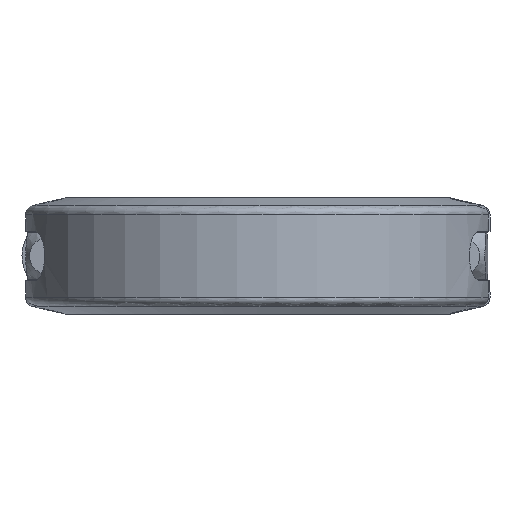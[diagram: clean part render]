
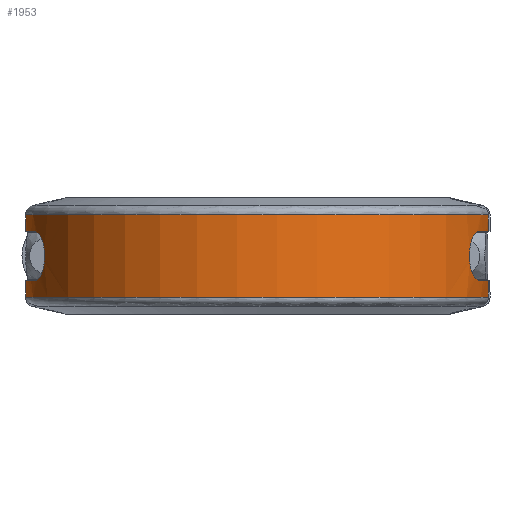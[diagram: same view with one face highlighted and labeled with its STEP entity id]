
A CAD part, front view. The second image highlights one B-rep face of the part: STEP entity #1953.
In plain terms, the highlighted cylindrical face has radius 31.8 mm (diameter 63.6 mm), a partial arc.
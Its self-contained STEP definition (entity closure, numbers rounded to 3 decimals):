
#150=CYLINDRICAL_SURFACE('',#2085,31.8);
#260=LINE('',#2870,#348);
#263=LINE('',#2880,#351);
#264=LINE('',#2905,#352);
#265=LINE('',#2909,#353);
#348=VECTOR('',#2314,2.273);
#351=VECTOR('',#2319,2.273);
#352=VECTOR('',#2324,2.273);
#353=VECTOR('',#2327,2.273);
#500=FACE_OUTER_BOUND('',#622,.T.);
#622=EDGE_LOOP('',(#1388,#1389,#1390,#1391,#1392,#1393,#1394,#1395,#1396,
#1397,#1398,#1399));
#786=CIRCLE('',#2082,31.8);
#788=CIRCLE('',#2086,31.8);
#789=CIRCLE('',#2087,31.8);
#790=CIRCLE('',#2088,31.8);
#791=CIRCLE('',#2089,31.8);
#792=CIRCLE('',#2090,31.8);
#876=B_SPLINE_CURVE_WITH_KNOTS('',3,(#2884,#2885,#2886,#2887,#2888,#2889,
#2890,#2891,#2892,#2893,#2894,#2895,#2896,#2897,#2898,#2899,#2900,#2901),
 .UNSPECIFIED.,.F.,.F.,(4,2,2,2,2,2,2,2,4),(0.,0.16,0.299,
0.426,0.55,0.68,0.809,0.943,
1.088),.UNSPECIFIED.);
#877=B_SPLINE_CURVE_WITH_KNOTS('',3,(#2913,#2914,#2915,#2916,#2917,#2918,
#2919,#2920,#2921,#2922,#2923,#2924,#2925,#2926,#2927,#2928,#2929,#2930),
 .UNSPECIFIED.,.F.,.F.,(4,2,2,2,2,2,2,2,4),(0.,0.16,0.299,
0.426,0.55,0.68,0.809,
0.943,1.088),.UNSPECIFIED.);
#898=VERTEX_POINT('',#2843);
#899=VERTEX_POINT('',#2854);
#901=VERTEX_POINT('',#2869);
#904=VERTEX_POINT('',#2879);
#905=VERTEX_POINT('',#2881);
#906=VERTEX_POINT('',#2883);
#907=VERTEX_POINT('',#2902);
#908=VERTEX_POINT('',#2904);
#909=VERTEX_POINT('',#2906);
#910=VERTEX_POINT('',#2908);
#911=VERTEX_POINT('',#2910);
#912=VERTEX_POINT('',#2912);
#1096=EDGE_CURVE('',#898,#899,#786,.T.);
#1099=EDGE_CURVE('',#899,#901,#260,.T.);
#1103=EDGE_CURVE('',#904,#898,#263,.T.);
#1104=EDGE_CURVE('',#904,#905,#788,.T.);
#1105=EDGE_CURVE('',#905,#906,#876,.T.);
#1106=EDGE_CURVE('',#906,#907,#789,.T.);
#1107=EDGE_CURVE('',#908,#907,#264,.T.);
#1108=EDGE_CURVE('',#909,#908,#790,.T.);
#1109=EDGE_CURVE('',#910,#909,#265,.T.);
#1110=EDGE_CURVE('',#910,#911,#791,.T.);
#1111=EDGE_CURVE('',#911,#912,#877,.T.);
#1112=EDGE_CURVE('',#912,#901,#792,.T.);
#1388=ORIENTED_EDGE('',*,*,#1096,.F.);
#1389=ORIENTED_EDGE('',*,*,#1103,.F.);
#1390=ORIENTED_EDGE('',*,*,#1104,.T.);
#1391=ORIENTED_EDGE('',*,*,#1105,.T.);
#1392=ORIENTED_EDGE('',*,*,#1106,.T.);
#1393=ORIENTED_EDGE('',*,*,#1107,.F.);
#1394=ORIENTED_EDGE('',*,*,#1108,.F.);
#1395=ORIENTED_EDGE('',*,*,#1109,.F.);
#1396=ORIENTED_EDGE('',*,*,#1110,.T.);
#1397=ORIENTED_EDGE('',*,*,#1111,.T.);
#1398=ORIENTED_EDGE('',*,*,#1112,.T.);
#1399=ORIENTED_EDGE('',*,*,#1099,.F.);
#1953=ADVANCED_FACE('',(#500),#150,.T.);
#2082=AXIS2_PLACEMENT_3D('',#2855,#2308,#2309);
#2085=AXIS2_PLACEMENT_3D('',#2878,#2317,#2318);
#2086=AXIS2_PLACEMENT_3D('',#2882,#2320,#2321);
#2087=AXIS2_PLACEMENT_3D('',#2903,#2322,#2323);
#2088=AXIS2_PLACEMENT_3D('',#2907,#2325,#2326);
#2089=AXIS2_PLACEMENT_3D('',#2911,#2328,#2329);
#2090=AXIS2_PLACEMENT_3D('',#2931,#2330,#2331);
#2308=DIRECTION('center_axis',(0.,0.,1.));
#2309=DIRECTION('ref_axis',(0.,1.,0.));
#2314=DIRECTION('',(0.,0.,-1.));
#2317=DIRECTION('center_axis',(0.,0.,1.));
#2318=DIRECTION('ref_axis',(1.,0.028,0.));
#2319=DIRECTION('',(0.,0.,1.));
#2320=DIRECTION('center_axis',(0.,0.,
1.));
#2321=DIRECTION('ref_axis',(1.,0.028,0.));
#2322=DIRECTION('center_axis',(0.,0.,-1.));
#2323=DIRECTION('ref_axis',(1.,0.028,0.));
#2324=DIRECTION('',(0.,0.,1.));
#2325=DIRECTION('center_axis',(0.,0.,-1.));
#2326=DIRECTION('ref_axis',(0.,1.,0.));
#2327=DIRECTION('',(0.,0.,-1.));
#2328=DIRECTION('center_axis',(0.,0.,-1.));
#2329=DIRECTION('ref_axis',(1.,0.028,0.));
#2330=DIRECTION('center_axis',(0.,0.,
1.));
#2331=DIRECTION('ref_axis',(1.,0.028,0.));
#2843=CARTESIAN_POINT('',(31.635,3.237,5.623));
#2854=CARTESIAN_POINT('',(-31.635,3.237,5.623));
#2855=CARTESIAN_POINT('Origin',(0.,0.,5.623));
#2869=CARTESIAN_POINT('',(-31.635,3.237,3.35));
#2870=CARTESIAN_POINT('',(-31.635,3.237,0.));
#2878=CARTESIAN_POINT('Origin',(0.,0.,0.));
#2879=CARTESIAN_POINT('',(31.635,3.237,3.35));
#2880=CARTESIAN_POINT('',(31.635,3.237,0.));
#2881=CARTESIAN_POINT('',(30.297,9.661,3.35));
#2882=CARTESIAN_POINT('Origin',(0.,0.,3.35));
#2883=CARTESIAN_POINT('',(30.297,9.661,-3.35));
#2884=CARTESIAN_POINT('Ctrl Pts',(30.297,9.661,3.35));
#2885=CARTESIAN_POINT('Ctrl Pts',(30.135,10.17,3.333));
#2886=CARTESIAN_POINT('Ctrl Pts',(29.961,10.669,3.219));
#2887=CARTESIAN_POINT('Ctrl Pts',(29.644,11.518,2.809));
#2888=CARTESIAN_POINT('Ctrl Pts',(29.503,11.87,2.544));
#2889=CARTESIAN_POINT('Ctrl Pts',(29.273,12.427,1.9));
#2890=CARTESIAN_POINT('Ctrl Pts',(29.184,12.633,1.541));
#2891=CARTESIAN_POINT('Ctrl Pts',(29.065,12.903,0.759));
#2892=CARTESIAN_POINT('Ctrl Pts',(29.036,12.967,0.348));
#2893=CARTESIAN_POINT('Ctrl Pts',(29.043,12.952,-0.495));
#2894=CARTESIAN_POINT('Ctrl Pts',(29.081,12.867,-0.92));
#2895=CARTESIAN_POINT('Ctrl Pts',(29.22,12.548,-1.702));
#2896=CARTESIAN_POINT('Ctrl Pts',(29.318,12.321,-2.051));
#2897=CARTESIAN_POINT('Ctrl Pts',(29.557,11.736,-2.653));
#2898=CARTESIAN_POINT('Ctrl Pts',(29.696,11.381,-2.892));
#2899=CARTESIAN_POINT('Ctrl Pts',(29.994,10.573,-3.24));
#2900=CARTESIAN_POINT('Ctrl Pts',(30.15,10.121,-3.335));
#2901=CARTESIAN_POINT('Ctrl Pts',(30.297,9.661,-3.35));
#2902=CARTESIAN_POINT('',(31.635,3.237,-3.35));
#2903=CARTESIAN_POINT('Origin',(0.,0.,-3.35));
#2904=CARTESIAN_POINT('',(31.635,3.237,-5.623));
#2905=CARTESIAN_POINT('',(31.635,3.237,0.));
#2906=CARTESIAN_POINT('',(-31.635,3.237,-5.623));
#2907=CARTESIAN_POINT('Origin',(0.,0.,-5.623));
#2908=CARTESIAN_POINT('',(-31.635,3.237,-3.35));
#2909=CARTESIAN_POINT('',(-31.635,3.237,0.));
#2910=CARTESIAN_POINT('',(-30.297,9.661,-3.35));
#2911=CARTESIAN_POINT('Origin',(0.,0.,-3.35));
#2912=CARTESIAN_POINT('',(-30.297,9.661,3.35));
#2913=CARTESIAN_POINT('Ctrl Pts',(-30.297,9.661,-3.35));
#2914=CARTESIAN_POINT('Ctrl Pts',(-30.135,10.17,-3.333));
#2915=CARTESIAN_POINT('Ctrl Pts',(-29.961,10.669,-3.219));
#2916=CARTESIAN_POINT('Ctrl Pts',(-29.644,11.518,-2.809));
#2917=CARTESIAN_POINT('Ctrl Pts',(-29.503,11.87,-2.544));
#2918=CARTESIAN_POINT('Ctrl Pts',(-29.273,12.427,-1.9));
#2919=CARTESIAN_POINT('Ctrl Pts',(-29.184,12.633,-1.541));
#2920=CARTESIAN_POINT('Ctrl Pts',(-29.065,12.903,-0.759));
#2921=CARTESIAN_POINT('Ctrl Pts',(-29.036,12.967,-0.348));
#2922=CARTESIAN_POINT('Ctrl Pts',(-29.043,12.952,0.495));
#2923=CARTESIAN_POINT('Ctrl Pts',(-29.081,12.867,0.92));
#2924=CARTESIAN_POINT('Ctrl Pts',(-29.22,12.548,1.702));
#2925=CARTESIAN_POINT('Ctrl Pts',(-29.318,12.321,2.051));
#2926=CARTESIAN_POINT('Ctrl Pts',(-29.557,11.736,2.653));
#2927=CARTESIAN_POINT('Ctrl Pts',(-29.696,11.381,2.892));
#2928=CARTESIAN_POINT('Ctrl Pts',(-29.994,10.573,3.24));
#2929=CARTESIAN_POINT('Ctrl Pts',(-30.15,10.121,3.335));
#2930=CARTESIAN_POINT('Ctrl Pts',(-30.297,9.661,3.35));
#2931=CARTESIAN_POINT('Origin',(0.,0.,3.35));
